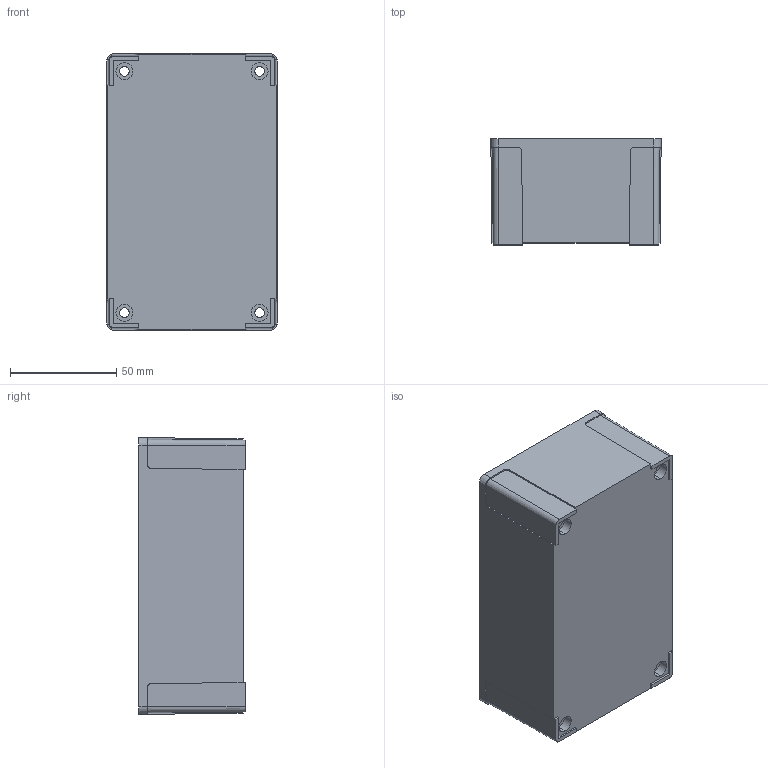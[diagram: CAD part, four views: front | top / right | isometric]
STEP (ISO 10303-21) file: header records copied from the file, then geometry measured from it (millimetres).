
FILE_DESCRIPTION (( 'STEP AP203' ), '1' );
FILE_NAME ('FIBOX_MNX100HB.STEP', '2005-06-30T06:59:51', ( ' ' ), ( ' ' ), 'SwSTEP 2.0', 'SolidWorks 2005143', '' );
FILE_SCHEMA (( 'CONFIG_CONTROL_DESIGN' ));
Length unit declared in the file: millimetre
Products named in the file (1): FIBOX_MNX100HB
Bounding box: 80.1 x 50 x 130.1 mm (x, y, z)
Volume: 127159.1 mm3; surface area: 66123.3 mm2
Topology: 1 solids, 1 shells, 290 faces, 717 edges, 478 vertices
Faces by surface type: plane 162, cylinder 108, cone 20
Entity records: 8806 total; most frequent: CARTESIAN_POINT 1630, DIRECTION 1515, ORIENTED_EDGE 1434, EDGE_CURVE 717, AXIS2_PLACEMENT_3D 539, VERTEX_POINT 478, VECTOR 437, LINE 437
